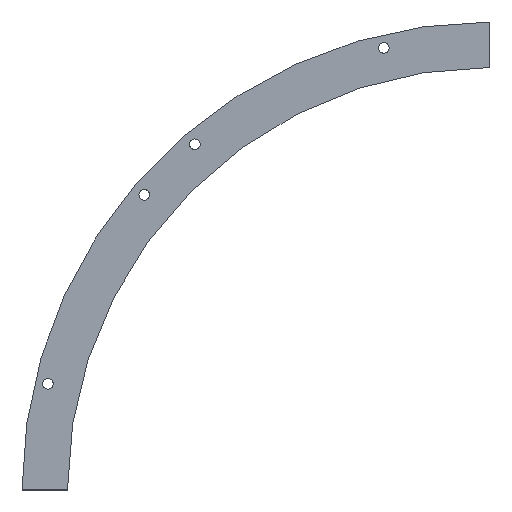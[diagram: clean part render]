
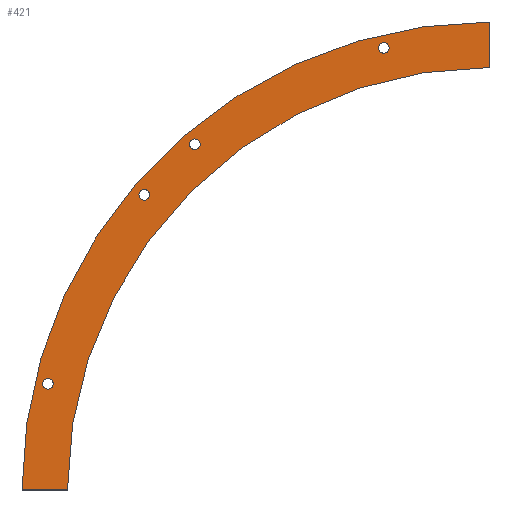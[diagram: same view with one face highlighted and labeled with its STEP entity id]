
A CAD part, top view. The second image highlights one B-rep face of the part: STEP entity #421.
In plain terms, the highlighted planar face has unit normal (0, 0, 1).
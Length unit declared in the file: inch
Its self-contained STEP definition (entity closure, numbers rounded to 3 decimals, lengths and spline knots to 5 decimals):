
#11 = CIRCLE ( 'NONE', #31, 41.825 ) ;
#20 = CARTESIAN_POINT ( 'NONE',  ( -28.69391, 34.21827, 0.125 ) ) ;
#24 = AXIS2_PLACEMENT_3D ( 'NONE', #26, #25, #29 ) ;
#25 = DIRECTION ( 'NONE',  ( 0., 0., 1. ) ) ;
#26 = CARTESIAN_POINT ( 'NONE',  ( -34.21827, 29.22516, 0.125 ) ) ;
#28 = CARTESIAN_POINT ( 'NONE',  ( 0., 0., 0.125 ) ) ;
#29 = DIRECTION ( 'NONE',  ( 1., 0., 0. ) ) ;
#31 = AXIS2_PLACEMENT_3D ( 'NONE', #28, #45, #36 ) ;
#33 = CIRCLE ( 'NONE', #24, 0.53125 ) ;
#35 = DIRECTION ( 'NONE',  ( 1., 0., 0. ) ) ;
#36 = DIRECTION ( 'NONE',  ( -1., 0., 0. ) ) ;
#40 = DIRECTION ( 'NONE',  ( 0., 0., 1. ) ) ;
#42 = CIRCLE ( 'NONE', #51, 0.53125 ) ;
#43 = CIRCLE ( 'NONE', #50, 0.53125 ) ;
#45 = DIRECTION ( 'NONE',  ( 0., 0., -1. ) ) ;
#46 = CARTESIAN_POINT ( 'NONE',  ( -10.50504, 43.75665, 0.125 ) ) ;
#48 = CARTESIAN_POINT ( 'NONE',  ( -9.97379, 43.75665, 0.125 ) ) ;
#50 = AXIS2_PLACEMENT_3D ( 'NONE', #56, #55, #69 ) ;
#51 = AXIS2_PLACEMENT_3D ( 'NONE', #46, #40, #35 ) ;
#53 = CARTESIAN_POINT ( 'NONE',  ( -29.75641, 34.21827, 0.125 ) ) ;
#55 = DIRECTION ( 'NONE',  ( 0., 0., 1. ) ) ;
#56 = CARTESIAN_POINT ( 'NONE',  ( -10.50504, 43.75665, 0.125 ) ) ;
#61 = CARTESIAN_POINT ( 'NONE',  ( -43.2254, 10.50504, 0.125 ) ) ;
#67 = CARTESIAN_POINT ( 'NONE',  ( -41.825, 0., 0.125 ) ) ;
#69 = DIRECTION ( 'NONE',  ( 1., 0., 0. ) ) ;
#99 = AXIS2_PLACEMENT_3D ( 'NONE', #118, #113, #105 ) ;
#105 = DIRECTION ( 'NONE',  ( 1., 0., 0. ) ) ;
#113 = DIRECTION ( 'NONE',  ( 0., 0., 1. ) ) ;
#117 = CARTESIAN_POINT ( 'NONE',  ( -34.74952, 29.22516, 0.125 ) ) ;
#118 = CARTESIAN_POINT ( 'NONE',  ( -29.22516, 34.21827, 0.125 ) ) ;
#128 = CIRCLE ( 'NONE', #99, 0.53125 ) ;
#133 = DIRECTION ( 'NONE',  ( 0., 0., 1. ) ) ;
#137 = CARTESIAN_POINT ( 'NONE',  ( -29.22516, 34.21827, 0.125 ) ) ;
#149 = DIRECTION ( 'NONE',  ( 1., 0., 0. ) ) ;
#150 = AXIS2_PLACEMENT_3D ( 'NONE', #137, #133, #149 ) ;
#152 = CIRCLE ( 'NONE', #150, 0.53125 ) ;
#157 = CIRCLE ( 'NONE', #166, 0.53125 ) ;
#162 = CARTESIAN_POINT ( 'NONE',  ( -33.68702, 29.22516, 0.125 ) ) ;
#166 = AXIS2_PLACEMENT_3D ( 'NONE', #190, #189, #187 ) ;
#173 = CARTESIAN_POINT ( 'NONE',  ( 0., 41.825, 0.125 ) ) ;
#182 = CARTESIAN_POINT ( 'NONE',  ( -46.325, 0., 0.125 ) ) ;
#187 = DIRECTION ( 'NONE',  ( 1., 0., 0. ) ) ;
#189 = DIRECTION ( 'NONE',  ( 0., 0., 1. ) ) ;
#190 = CARTESIAN_POINT ( 'NONE',  ( -43.75665, 10.50504, 0.125 ) ) ;
#191 = DIRECTION ( 'NONE',  ( 1., 0., 0. ) ) ;
#192 = CARTESIAN_POINT ( 'NONE',  ( -46.325, 0., 0.125 ) ) ;
#197 = CARTESIAN_POINT ( 'NONE',  ( -11.03629, 43.75665, 0.125 ) ) ;
#204 = LINE ( 'NONE', #192, #205 ) ;
#205 = VECTOR ( 'NONE', #191, 39.37008 ) ;
#207 = PLANE ( 'NONE',  #226 ) ;
#211 = FACE_OUTER_BOUND ( 'NONE', #396, .T. ) ;
#215 = CARTESIAN_POINT ( 'NONE',  ( 0., 46.325, 0.125 ) ) ;
#216 = LINE ( 'NONE', #215, #246 ) ;
#218 = DIRECTION ( 'NONE',  ( 1., 0., 0. ) ) ;
#219 = DIRECTION ( 'NONE',  ( 0., 0., 1. ) ) ;
#220 = AXIS2_PLACEMENT_3D ( 'NONE', #268, #219, #218 ) ;
#226 = AXIS2_PLACEMENT_3D ( 'NONE', #269, #257, #274 ) ;
#227 = CARTESIAN_POINT ( 'NONE',  ( -44.2879, 10.50504, 0.125 ) ) ;
#233 = CARTESIAN_POINT ( 'NONE',  ( 0., 46.325, 0.125 ) ) ;
#245 = DIRECTION ( 'NONE',  ( 0., 1., 0. ) ) ;
#246 = VECTOR ( 'NONE', #245, 39.37008 ) ;
#247 = FACE_BOUND ( 'NONE', #452, .T. ) ;
#248 = AXIS2_PLACEMENT_3D ( 'NONE', #275, #252, #251 ) ;
#251 = DIRECTION ( 'NONE',  ( -1., 0., 0. ) ) ;
#252 = DIRECTION ( 'NONE',  ( 0., 0., 1. ) ) ;
#257 = DIRECTION ( 'NONE',  ( 0., 0., -1. ) ) ;
#263 = CIRCLE ( 'NONE', #248, 46.325 ) ;
#265 = CIRCLE ( 'NONE', #220, 0.53125 ) ;
#268 = CARTESIAN_POINT ( 'NONE',  ( -34.21827, 29.22516, 0.125 ) ) ;
#269 = CARTESIAN_POINT ( 'NONE',  ( 0., 0., 0.125 ) ) ;
#271 = FACE_BOUND ( 'NONE', #400, .T. ) ;
#272 = FACE_BOUND ( 'NONE', #416, .T. ) ;
#273 = FACE_BOUND ( 'NONE', #442, .T. ) ;
#274 = DIRECTION ( 'NONE',  ( -1., 0., 0. ) ) ;
#275 = CARTESIAN_POINT ( 'NONE',  ( 0., 0., 0.125 ) ) ;
#290 = DIRECTION ( 'NONE',  ( 1., 0., 0. ) ) ;
#291 = DIRECTION ( 'NONE',  ( 0., 0., 1. ) ) ;
#293 = AXIS2_PLACEMENT_3D ( 'NONE', #378, #291, #290 ) ;
#300 = EDGE_CURVE ( 'NONE', #430, #332, #428, .T. ) ;
#304 = VERTEX_POINT ( 'NONE', #20 ) ;
#310 = VERTEX_POINT ( 'NONE', #53 ) ;
#311 = EDGE_CURVE ( 'NONE', #413, #314, #42, .T. ) ;
#314 = VERTEX_POINT ( 'NONE', #48 ) ;
#321 = EDGE_CURVE ( 'NONE', #385, #408, #33, .T. ) ;
#332 = VERTEX_POINT ( 'NONE', #61 ) ;
#334 = EDGE_CURVE ( 'NONE', #336, #474, #11, .T. ) ;
#336 = VERTEX_POINT ( 'NONE', #67 ) ;
#342 = EDGE_CURVE ( 'NONE', #310, #304, #152, .T. ) ;
#378 = CARTESIAN_POINT ( 'NONE',  ( -43.75665, 10.50504, 0.125 ) ) ;
#385 = VERTEX_POINT ( 'NONE', #117 ) ;
#390 = ORIENTED_EDGE ( 'NONE', *, *, #393, .F. ) ;
#391 = EDGE_CURVE ( 'NONE', #314, #413, #43, .T. ) ;
#393 = EDGE_CURVE ( 'NONE', #304, #310, #128, .T. ) ;
#394 = VERTEX_POINT ( 'NONE', #182 ) ;
#396 = EDGE_LOOP ( 'NONE', ( #417, #440, #437, #439 ) ) ;
#398 = EDGE_CURVE ( 'NONE', #332, #430, #157, .T. ) ;
#400 = EDGE_LOOP ( 'NONE', ( #454, #458 ) ) ;
#401 = EDGE_CURVE ( 'NONE', #394, #336, #204, .T. ) ;
#408 = VERTEX_POINT ( 'NONE', #162 ) ;
#413 = VERTEX_POINT ( 'NONE', #197 ) ;
#416 = EDGE_LOOP ( 'NONE', ( #390, #449 ) ) ;
#417 = ORIENTED_EDGE ( 'NONE', *, *, #334, .T. ) ;
#421 = ADVANCED_FACE ( 'NONE', ( #273, #247, #272, #271, #211 ), #207, .F. ) ;
#422 = ORIENTED_EDGE ( 'NONE', *, *, #300, .F. ) ;
#428 = CIRCLE ( 'NONE', #293, 0.53125 ) ;
#430 = VERTEX_POINT ( 'NONE', #227 ) ;
#437 = ORIENTED_EDGE ( 'NONE', *, *, #443, .T. ) ;
#439 = ORIENTED_EDGE ( 'NONE', *, *, #401, .T. ) ;
#440 = ORIENTED_EDGE ( 'NONE', *, *, #459, .T. ) ;
#442 = EDGE_LOOP ( 'NONE', ( #457, #422 ) ) ;
#443 = EDGE_CURVE ( 'NONE', #470, #394, #263, .T. ) ;
#444 = ORIENTED_EDGE ( 'NONE', *, *, #321, .F. ) ;
#447 = ORIENTED_EDGE ( 'NONE', *, *, #456, .F. ) ;
#449 = ORIENTED_EDGE ( 'NONE', *, *, #342, .F. ) ;
#452 = EDGE_LOOP ( 'NONE', ( #447, #444 ) ) ;
#454 = ORIENTED_EDGE ( 'NONE', *, *, #391, .F. ) ;
#456 = EDGE_CURVE ( 'NONE', #408, #385, #265, .T. ) ;
#457 = ORIENTED_EDGE ( 'NONE', *, *, #398, .F. ) ;
#458 = ORIENTED_EDGE ( 'NONE', *, *, #311, .F. ) ;
#459 = EDGE_CURVE ( 'NONE', #474, #470, #216, .T. ) ;
#470 = VERTEX_POINT ( 'NONE', #233 ) ;
#474 = VERTEX_POINT ( 'NONE', #173 ) ;
